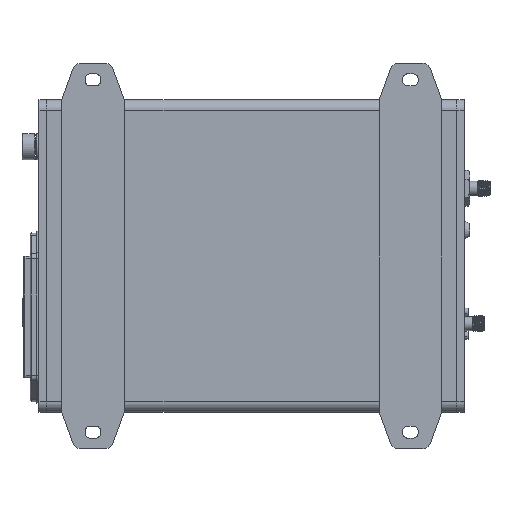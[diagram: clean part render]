
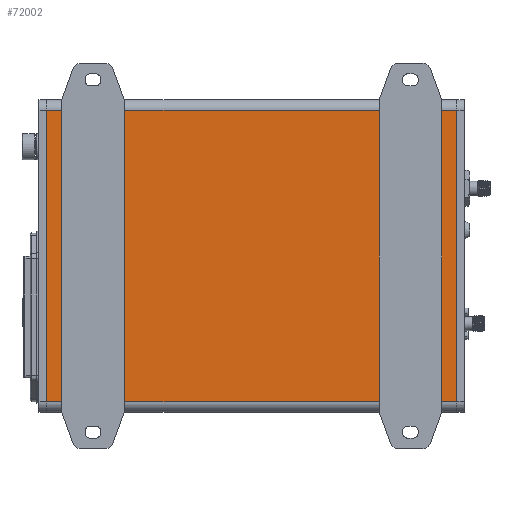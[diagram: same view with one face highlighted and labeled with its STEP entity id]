
A CAD part, front view. The second image highlights one B-rep face of the part: STEP entity #72002.
In plain terms, the highlighted planar face has unit normal (0, -1, 0).
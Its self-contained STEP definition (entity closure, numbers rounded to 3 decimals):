
#1101 = CARTESIAN_POINT ( 'NONE',  ( -78.75, 0., -56. ) ) ;
#4378 = ORIENTED_EDGE ( 'NONE', *, *, #55732, .T. ) ;
#5920 = FACE_OUTER_BOUND ( 'NONE', #79802, .T. ) ;
#12463 = PLANE ( 'NONE',  #18926 ) ;
#12469 = EDGE_CURVE ( 'NONE', #33567, #33727, #105376, .T. ) ;
#14629 = DIRECTION ( 'NONE',  ( 1., 0., 0. ) ) ;
#18926 = AXIS2_PLACEMENT_3D ( 'NONE', #27712, #38473, #69349 ) ;
#21690 = CARTESIAN_POINT ( 'NONE',  ( 78.75, 0., 60. ) ) ;
#23245 = ORIENTED_EDGE ( 'NONE', *, *, #12469, .T. ) ;
#27712 = CARTESIAN_POINT ( 'NONE',  ( 78.75, 0., 60. ) ) ;
#27842 = ORIENTED_EDGE ( 'NONE', *, *, #105720, .T. ) ;
#32175 = DIRECTION ( 'NONE',  ( -1., 0., 0. ) ) ;
#33567 = VERTEX_POINT ( 'NONE', #40091 ) ;
#33727 = VERTEX_POINT ( 'NONE', #1101 ) ;
#38473 = DIRECTION ( 'NONE',  ( 0., 1., 0. ) ) ;
#40091 = CARTESIAN_POINT ( 'NONE',  ( -78.75, 0., 56. ) ) ;
#40812 = CARTESIAN_POINT ( 'NONE',  ( 78.75, 0., 56. ) ) ;
#41669 = VERTEX_POINT ( 'NONE', #92108 ) ;
#42012 = EDGE_CURVE ( 'NONE', #71978, #41669, #95855, .T. ) ;
#45375 = VECTOR ( 'NONE', #32175, 1000. ) ;
#47104 = VECTOR ( 'NONE', #64177, 1000. ) ;
#55732 = EDGE_CURVE ( 'NONE', #33727, #41669, #78655, .T. ) ;
#57265 = CARTESIAN_POINT ( 'NONE',  ( 78.75, 0., 56. ) ) ;
#61657 = CARTESIAN_POINT ( 'NONE',  ( -78.75, 0., 60. ) ) ;
#64177 = DIRECTION ( 'NONE',  ( 0., 0., -1. ) ) ;
#66366 = VECTOR ( 'NONE', #14629, 1000. ) ;
#67107 = VECTOR ( 'NONE', #105073, 1000. ) ;
#69349 = DIRECTION ( 'NONE',  ( 0., 0., 1. ) ) ;
#71978 = VERTEX_POINT ( 'NONE', #57265 ) ;
#72002 = ADVANCED_FACE ( 'NONE', ( #5920 ), #12463, .F. ) ;
#74879 = LINE ( 'NONE', #40812, #45375 ) ;
#78655 = LINE ( 'NONE', #102568, #66366 ) ;
#79802 = EDGE_LOOP ( 'NONE', ( #87384, #27842, #23245, #4378 ) ) ;
#87384 = ORIENTED_EDGE ( 'NONE', *, *, #42012, .F. ) ;
#92108 = CARTESIAN_POINT ( 'NONE',  ( 78.75, 0., -56. ) ) ;
#95855 = LINE ( 'NONE', #21690, #67107 ) ;
#102568 = CARTESIAN_POINT ( 'NONE',  ( 78.75, 0., -56. ) ) ;
#105073 = DIRECTION ( 'NONE',  ( 0., 0., -1. ) ) ;
#105376 = LINE ( 'NONE', #61657, #47104 ) ;
#105720 = EDGE_CURVE ( 'NONE', #71978, #33567, #74879, .T. ) ;
